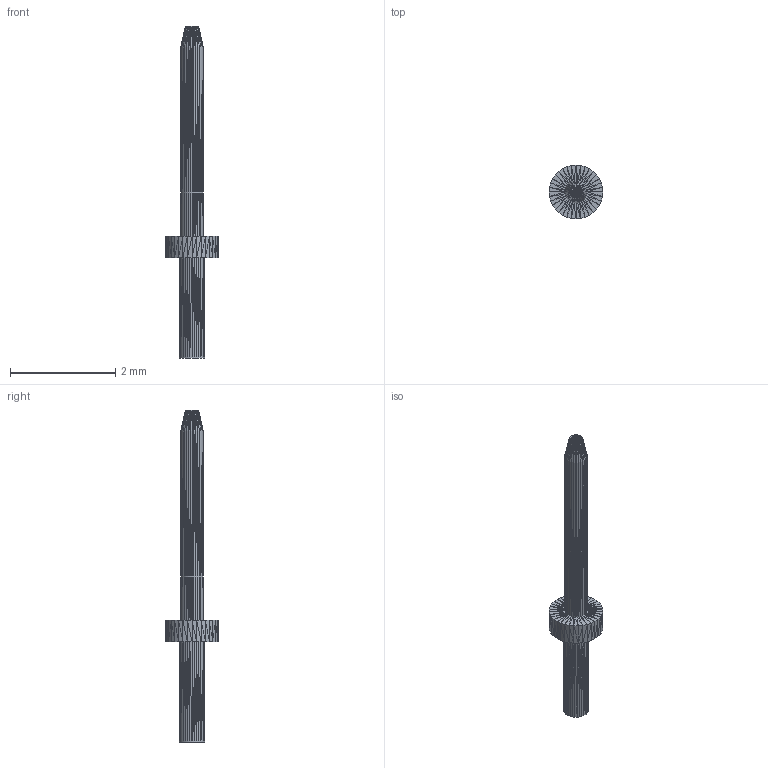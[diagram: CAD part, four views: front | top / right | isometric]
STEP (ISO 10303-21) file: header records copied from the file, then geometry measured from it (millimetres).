
FILE_DESCRIPTION(('FreeCAD Model'),'2;1');
FILE_NAME('Mill-Max_3121.step', '2021-03-09T02:02:10',('Author'),(''), 'Open CASCADE STEP processor 7.4','FreeCAD','Unknown');
FILE_SCHEMA(('AUTOMOTIVE_DESIGN { 1 0 10303 214 1 1 1 1 }'));
Length unit declared in the file: millimetre
Products named in the file (1): Mill_Max_3121001
Bounding box: 1.02 x 1.02 x 6.3 mm (x, y, z)
Surface area: 11 mm2 (no closed solid volume)
Topology: 0 solids, 1 shells, 500 faces, 750 edges, 252 vertices
Faces by surface type: plane 500
Entity records: 13274 total; most frequent: DIRECTION 1752, CARTESIAN_POINT 1503, ORIENTED_EDGE 1500, EDGE_CURVE 750, LINE 750, VECTOR 750, AXIS2_PLACEMENT_3D 501, ADVANCED_FACE 500
